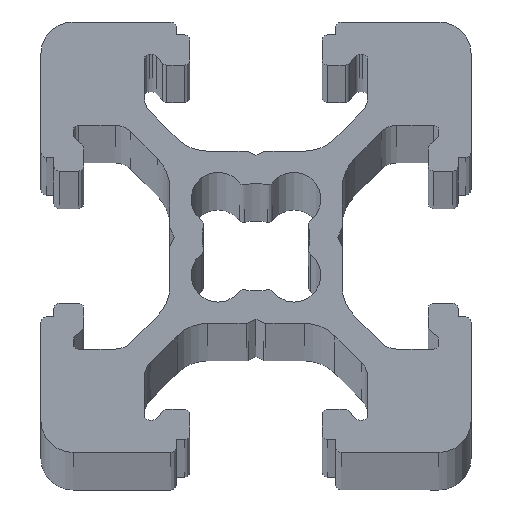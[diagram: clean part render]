
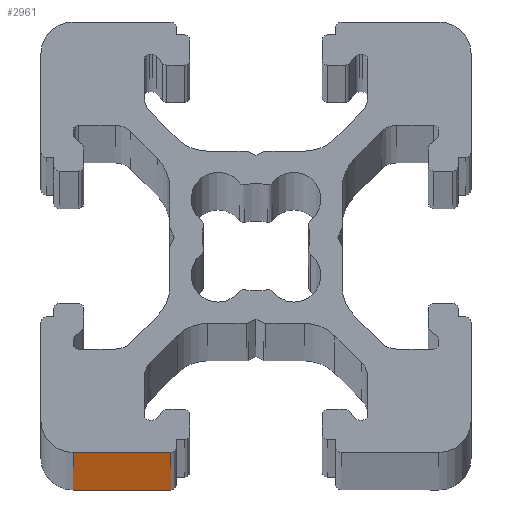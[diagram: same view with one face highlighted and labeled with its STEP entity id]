
A CAD part, top view. The second image highlights one B-rep face of the part: STEP entity #2961.
In plain terms, the highlighted planar face has unit normal (0, -1, 0).
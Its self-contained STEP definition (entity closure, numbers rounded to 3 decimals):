
#176 = VERTEX_POINT ( 'NONE', #2345 ) ;
#441 = DIRECTION ( 'NONE',  ( 0., 0., 1. ) ) ;
#701 = EDGE_CURVE ( 'NONE', #6001, #5945, #2165, .T. ) ;
#1720 = VECTOR ( 'NONE', #5707, 1000. ) ;
#1753 = ORIENTED_EDGE ( 'NONE', *, *, #5004, .F. ) ;
#2165 = LINE ( 'NONE', #2556, #6300 ) ;
#2345 = CARTESIAN_POINT ( 'NONE',  ( -3.95, -10., 1000. ) ) ;
#2556 = CARTESIAN_POINT ( 'NONE',  ( -3.95, -10., 0. ) ) ;
#2697 = CARTESIAN_POINT ( 'NONE',  ( -3.95, -10., 0. ) ) ;
#2859 = CARTESIAN_POINT ( 'NONE',  ( -8.5, -10., 0. ) ) ;
#2891 = VERTEX_POINT ( 'NONE', #5810 ) ;
#2961 = ADVANCED_FACE ( 'NONE', ( #6362 ), #3351, .F. ) ;
#3020 = AXIS2_PLACEMENT_3D ( 'NONE', #5353, #4408, #441 ) ;
#3076 = LINE ( 'NONE', #6083, #3639 ) ;
#3124 = EDGE_LOOP ( 'NONE', ( #6272, #4687, #1753, #3313 ) ) ;
#3291 = EDGE_CURVE ( 'NONE', #176, #5945, #3076, .T. ) ;
#3313 = ORIENTED_EDGE ( 'NONE', *, *, #5570, .T. ) ;
#3351 = PLANE ( 'NONE',  #3020 ) ;
#3618 = DIRECTION ( 'NONE',  ( 1., 0., 0. ) ) ;
#3639 = VECTOR ( 'NONE', #4488, 1000. ) ;
#4209 = LINE ( 'NONE', #6191, #1720 ) ;
#4408 = DIRECTION ( 'NONE',  ( 0., 1., 0. ) ) ;
#4488 = DIRECTION ( 'NONE',  ( 0., 0., -1. ) ) ;
#4687 = ORIENTED_EDGE ( 'NONE', *, *, #3291, .F. ) ;
#5004 = EDGE_CURVE ( 'NONE', #2891, #176, #5556, .T. ) ;
#5070 = CARTESIAN_POINT ( 'NONE',  ( -3.95, -10., 1000. ) ) ;
#5110 = VECTOR ( 'NONE', #5488, 1000. ) ;
#5353 = CARTESIAN_POINT ( 'NONE',  ( -3.95, -10., 1000. ) ) ;
#5488 = DIRECTION ( 'NONE',  ( 1., 0., 0. ) ) ;
#5556 = LINE ( 'NONE', #5070, #5110 ) ;
#5570 = EDGE_CURVE ( 'NONE', #2891, #6001, #4209, .T. ) ;
#5707 = DIRECTION ( 'NONE',  ( 0., 0., -1. ) ) ;
#5810 = CARTESIAN_POINT ( 'NONE',  ( -8.5, -10., 1000. ) ) ;
#5945 = VERTEX_POINT ( 'NONE', #2697 ) ;
#6001 = VERTEX_POINT ( 'NONE', #2859 ) ;
#6083 = CARTESIAN_POINT ( 'NONE',  ( -3.95, -10., 1000. ) ) ;
#6191 = CARTESIAN_POINT ( 'NONE',  ( -8.5, -10., 1000. ) ) ;
#6272 = ORIENTED_EDGE ( 'NONE', *, *, #701, .T. ) ;
#6300 = VECTOR ( 'NONE', #3618, 1000. ) ;
#6362 = FACE_OUTER_BOUND ( 'NONE', #3124, .T. ) ;
